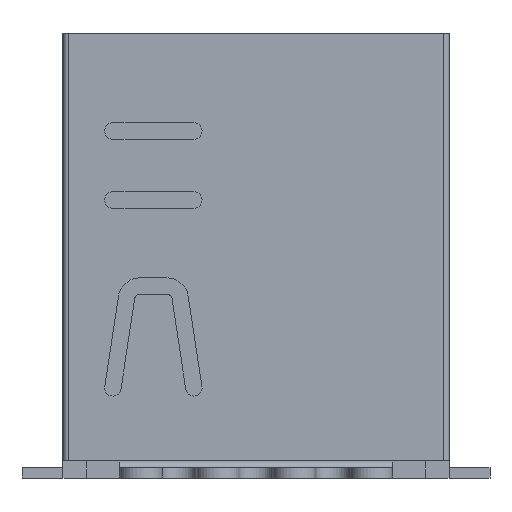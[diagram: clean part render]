
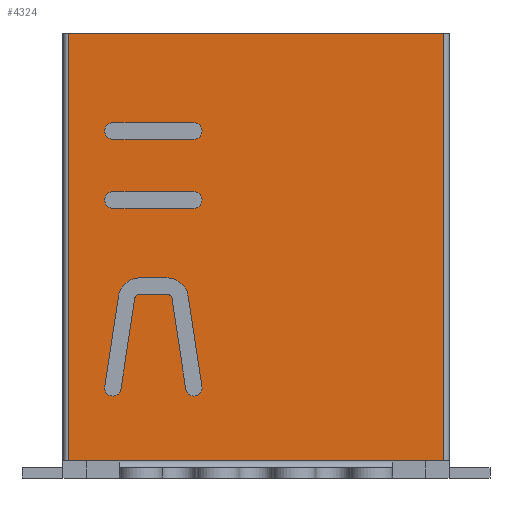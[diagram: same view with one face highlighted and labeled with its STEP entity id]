
A CAD part, left-side view. The second image highlights one B-rep face of the part: STEP entity #4324.
In plain terms, the highlighted planar face has unit normal (-1, 0, 0).
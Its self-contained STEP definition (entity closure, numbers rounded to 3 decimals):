
#104=DIRECTION('',(0.,-1.,0.));
#105=VECTOR('',#104,11.);
#106=CARTESIAN_POINT('',(-6.,5.5,0.));
#107=LINE('',#106,#105);
#148=CARTESIAN_POINT('',(-6.,4.19,-2.84));
#149=DIRECTION('',(-1.,0.,0.));
#150=DIRECTION('',(0.,0.,1.));
#151=AXIS2_PLACEMENT_3D('',#148,#149,#150);
#153=DIRECTION('',(0.,-1.,0.));
#154=VECTOR('',#153,2.37);
#155=CARTESIAN_POINT('',(-6.,4.19,-3.08));
#156=LINE('',#155,#154);
#157=CARTESIAN_POINT('',(-6.,1.82,-2.84));
#158=DIRECTION('',(-1.,0.,0.));
#159=DIRECTION('',(0.,0.,-1.));
#160=AXIS2_PLACEMENT_3D('',#157,#158,#159);
#162=DIRECTION('',(0.,1.,0.));
#163=VECTOR('',#162,2.37);
#164=CARTESIAN_POINT('',(-6.,1.82,-2.6));
#165=LINE('',#164,#163);
#166=CARTESIAN_POINT('',(-6.,4.19,-4.86));
#167=DIRECTION('',(-1.,0.,0.));
#168=DIRECTION('',(0.,0.,1.));
#169=AXIS2_PLACEMENT_3D('',#166,#167,#168);
#171=DIRECTION('',(0.,-1.,0.));
#172=VECTOR('',#171,2.37);
#173=CARTESIAN_POINT('',(-6.,4.19,-5.1));
#174=LINE('',#173,#172);
#175=CARTESIAN_POINT('',(-6.,1.82,-4.86));
#176=DIRECTION('',(-1.,0.,0.));
#177=DIRECTION('',(0.,0.,-1.));
#178=AXIS2_PLACEMENT_3D('',#175,#176,#177);
#180=DIRECTION('',(0.,1.,0.));
#181=VECTOR('',#180,2.37);
#182=CARTESIAN_POINT('',(-6.,1.82,-4.62));
#183=LINE('',#182,#181);
#184=CARTESIAN_POINT('',(-6.,3.403,-7.77));
#185=DIRECTION('',(-1.,0.,0.));
#186=DIRECTION('',(0.,0.,1.));
#187=AXIS2_PLACEMENT_3D('',#184,#185,#186);
#189=DIRECTION('',(0.,0.15,-0.989));
#190=VECTOR('',#189,2.679);
#191=CARTESIAN_POINT('',(-6.,4.026,-7.676));
#192=LINE('',#191,#190);
#193=CARTESIAN_POINT('',(-6.,4.19,-10.36));
#194=DIRECTION('',(-1.,0.,0.));
#195=DIRECTION('',(0.,0.989,0.15));
#196=AXIS2_PLACEMENT_3D('',#193,#194,#195);
#198=DIRECTION('',(0.,-0.15,0.989));
#199=VECTOR('',#198,2.679);
#200=CARTESIAN_POINT('',(-6.,3.953,-10.396));
#201=LINE('',#200,#199);
#202=CARTESIAN_POINT('',(-6.,3.403,-7.77));
#203=DIRECTION('',(-1.,0.,0.));
#204=DIRECTION('',(0.,0.,1.));
#205=AXIS2_PLACEMENT_3D('',#202,#203,#204);
#207=DIRECTION('',(0.,-1.,0.));
#208=VECTOR('',#207,0.796);
#209=CARTESIAN_POINT('',(-6.,3.403,-7.62));
#210=LINE('',#209,#208);
#211=CARTESIAN_POINT('',(-6.,2.607,-7.77));
#212=DIRECTION('',(-1.,0.,0.));
#213=DIRECTION('',(0.,-0.989,0.15));
#214=AXIS2_PLACEMENT_3D('',#211,#212,#213);
#216=DIRECTION('',(0.,-0.15,-0.989));
#217=VECTOR('',#216,2.679);
#218=CARTESIAN_POINT('',(-6.,2.458,-7.748));
#219=LINE('',#218,#217);
#220=CARTESIAN_POINT('',(-6.,1.82,-10.36));
#221=DIRECTION('',(-1.,0.,0.));
#222=DIRECTION('',(0.,0.989,-0.15));
#223=AXIS2_PLACEMENT_3D('',#220,#221,#222);
#225=DIRECTION('',(0.,0.15,0.989));
#226=VECTOR('',#225,2.679);
#227=CARTESIAN_POINT('',(-6.,1.583,-10.324));
#228=LINE('',#227,#226);
#229=CARTESIAN_POINT('',(-6.,2.607,-7.77));
#230=DIRECTION('',(-1.,0.,0.));
#231=DIRECTION('',(0.,-0.989,0.15));
#232=AXIS2_PLACEMENT_3D('',#229,#230,#231);
#234=DIRECTION('',(0.,1.,0.));
#235=VECTOR('',#234,0.796);
#236=CARTESIAN_POINT('',(-6.,2.607,-7.14));
#237=LINE('',#236,#235);
#238=DIRECTION('',(0.,0.,-1.));
#239=VECTOR('',#238,12.5);
#240=CARTESIAN_POINT('',(-6.,5.5,0.));
#241=LINE('',#240,#239);
#242=DIRECTION('',(0.,1.,0.));
#243=VECTOR('',#242,8.);
#244=CARTESIAN_POINT('',(-6.,-4.,-12.5));
#245=LINE('',#244,#243);
#535=DIRECTION('',(0.,-1.,0.));
#536=VECTOR('',#535,1.5);
#537=CARTESIAN_POINT('',(-6.,5.5,-12.5));
#538=LINE('',#537,#536);
#551=DIRECTION('',(0.,-1.,0.));
#552=VECTOR('',#551,1.5);
#553=CARTESIAN_POINT('',(-6.,-4.,-12.5));
#554=LINE('',#553,#552);
#1832=DIRECTION('',(0.,0.,-1.));
#1833=VECTOR('',#1832,12.5);
#1834=CARTESIAN_POINT('',(-6.,-5.5,0.));
#1835=LINE('',#1834,#1833);
#3220=CARTESIAN_POINT('',(-6.,5.5,0.));
#3221=CARTESIAN_POINT('',(-6.,-5.5,0.));
#3222=VERTEX_POINT('',#3220);
#3223=VERTEX_POINT('',#3221);
#3428=CARTESIAN_POINT('',(-6.,4.19,-2.6));
#3429=CARTESIAN_POINT('',(-6.,4.19,-3.08));
#3430=VERTEX_POINT('',#3428);
#3431=VERTEX_POINT('',#3429);
#3432=CARTESIAN_POINT('',(-6.,1.82,-3.08));
#3433=VERTEX_POINT('',#3432);
#3434=CARTESIAN_POINT('',(-6.,1.82,-2.6));
#3435=VERTEX_POINT('',#3434);
#3436=CARTESIAN_POINT('',(-6.,4.19,-4.62));
#3437=CARTESIAN_POINT('',(-6.,4.19,-5.1));
#3438=VERTEX_POINT('',#3436);
#3439=VERTEX_POINT('',#3437);
#3440=CARTESIAN_POINT('',(-6.,1.82,-5.1));
#3441=VERTEX_POINT('',#3440);
#3442=CARTESIAN_POINT('',(-6.,1.82,-4.62));
#3443=VERTEX_POINT('',#3442);
#3444=CARTESIAN_POINT('',(-6.,3.403,-7.14));
#3445=CARTESIAN_POINT('',(-6.,4.026,-7.676));
#3446=VERTEX_POINT('',#3444);
#3447=VERTEX_POINT('',#3445);
#3448=CARTESIAN_POINT('',(-6.,4.427,-10.324));
#3449=VERTEX_POINT('',#3448);
#3450=CARTESIAN_POINT('',(-6.,3.953,-10.396));
#3451=VERTEX_POINT('',#3450);
#3452=CARTESIAN_POINT('',(-6.,3.552,-7.748));
#3453=VERTEX_POINT('',#3452);
#3454=CARTESIAN_POINT('',(-6.,3.403,-7.62));
#3455=VERTEX_POINT('',#3454);
#3456=CARTESIAN_POINT('',(-6.,2.607,-7.62));
#3457=VERTEX_POINT('',#3456);
#3458=CARTESIAN_POINT('',(-6.,2.458,-7.748));
#3459=VERTEX_POINT('',#3458);
#3460=CARTESIAN_POINT('',(-6.,2.057,-10.396));
#3461=VERTEX_POINT('',#3460);
#3462=CARTESIAN_POINT('',(-6.,1.583,-10.324));
#3463=VERTEX_POINT('',#3462);
#3464=CARTESIAN_POINT('',(-6.,1.984,-7.676));
#3465=VERTEX_POINT('',#3464);
#3466=CARTESIAN_POINT('',(-6.,2.607,-7.14));
#3467=VERTEX_POINT('',#3466);
#3472=CARTESIAN_POINT('',(-6.,-4.,-12.5));
#3474=VERTEX_POINT('',#3472);
#3480=CARTESIAN_POINT('',(-6.,4.,-12.5));
#3482=VERTEX_POINT('',#3480);
#3488=CARTESIAN_POINT('',(-6.,5.5,-12.5));
#3489=VERTEX_POINT('',#3488);
#3490=CARTESIAN_POINT('',(-6.,-5.5,-12.5));
#3491=VERTEX_POINT('',#3490);
#4261=CARTESIAN_POINT('',(-6.,5.5,0.));
#4262=DIRECTION('',(-1.,0.,0.));
#4263=DIRECTION('',(0.,-1.,0.));
#4264=AXIS2_PLACEMENT_3D('',#4261,#4262,#4263);
#4265=PLANE('',#4264);
#4267=ORIENTED_EDGE('',*,*,#4266,.F.);
#4268=ORIENTED_EDGE('',*,*,#4252,.F.);
#4269=ORIENTED_EDGE('',*,*,#4211,.T.);
#4271=ORIENTED_EDGE('',*,*,#4270,.T.);
#4273=ORIENTED_EDGE('',*,*,#4272,.F.);
#4275=ORIENTED_EDGE('',*,*,#4274,.T.);
#4276=EDGE_LOOP('',(#4267,#4268,#4269,#4271,#4273,#4275));
#4277=FACE_OUTER_BOUND('',#4276,.F.);
#4279=ORIENTED_EDGE('',*,*,#4278,.T.);
#4281=ORIENTED_EDGE('',*,*,#4280,.T.);
#4283=ORIENTED_EDGE('',*,*,#4282,.T.);
#4285=ORIENTED_EDGE('',*,*,#4284,.T.);
#4286=EDGE_LOOP('',(#4279,#4281,#4283,#4285));
#4287=FACE_BOUND('',#4286,.F.);
#4289=ORIENTED_EDGE('',*,*,#4288,.T.);
#4291=ORIENTED_EDGE('',*,*,#4290,.T.);
#4293=ORIENTED_EDGE('',*,*,#4292,.T.);
#4295=ORIENTED_EDGE('',*,*,#4294,.T.);
#4296=EDGE_LOOP('',(#4289,#4291,#4293,#4295));
#4297=FACE_BOUND('',#4296,.F.);
#4299=ORIENTED_EDGE('',*,*,#4298,.T.);
#4301=ORIENTED_EDGE('',*,*,#4300,.T.);
#4303=ORIENTED_EDGE('',*,*,#4302,.T.);
#4305=ORIENTED_EDGE('',*,*,#4304,.T.);
#4307=ORIENTED_EDGE('',*,*,#4306,.F.);
#4309=ORIENTED_EDGE('',*,*,#4308,.T.);
#4311=ORIENTED_EDGE('',*,*,#4310,.F.);
#4313=ORIENTED_EDGE('',*,*,#4312,.T.);
#4315=ORIENTED_EDGE('',*,*,#4314,.T.);
#4317=ORIENTED_EDGE('',*,*,#4316,.T.);
#4319=ORIENTED_EDGE('',*,*,#4318,.T.);
#4321=ORIENTED_EDGE('',*,*,#4320,.T.);
#4322=EDGE_LOOP('',(#4299,#4301,#4303,#4305,#4307,#4309,#4311,#4313,#4315,#4317,
#4319,#4321));
#4323=FACE_BOUND('',#4322,.F.);
#4324=ADVANCED_FACE('',(#4277,#4287,#4297,#4323),#4265,.T.);
#152=CIRCLE('',#151,0.24);
#161=CIRCLE('',#160,0.24);
#170=CIRCLE('',#169,0.24);
#179=CIRCLE('',#178,0.24);
#188=CIRCLE('',#187,0.63);
#197=CIRCLE('',#196,0.24);
#206=CIRCLE('',#205,0.15);
#215=CIRCLE('',#214,0.15);
#224=CIRCLE('',#223,0.24);
#233=CIRCLE('',#232,0.63);
#4211=EDGE_CURVE('',#3222,#3223,#107,.T.);
#4252=EDGE_CURVE('',#3222,#3489,#241,.T.);
#4266=EDGE_CURVE('',#3489,#3482,#538,.T.);
#4270=EDGE_CURVE('',#3223,#3491,#1835,.T.);
#4272=EDGE_CURVE('',#3474,#3491,#554,.T.);
#4274=EDGE_CURVE('',#3474,#3482,#245,.T.);
#4278=EDGE_CURVE('',#3430,#3431,#152,.T.);
#4280=EDGE_CURVE('',#3431,#3433,#156,.T.);
#4282=EDGE_CURVE('',#3433,#3435,#161,.T.);
#4284=EDGE_CURVE('',#3435,#3430,#165,.T.);
#4288=EDGE_CURVE('',#3438,#3439,#170,.T.);
#4290=EDGE_CURVE('',#3439,#3441,#174,.T.);
#4292=EDGE_CURVE('',#3441,#3443,#179,.T.);
#4294=EDGE_CURVE('',#3443,#3438,#183,.T.);
#4298=EDGE_CURVE('',#3446,#3447,#188,.T.);
#4300=EDGE_CURVE('',#3447,#3449,#192,.T.);
#4302=EDGE_CURVE('',#3449,#3451,#197,.T.);
#4304=EDGE_CURVE('',#3451,#3453,#201,.T.);
#4306=EDGE_CURVE('',#3455,#3453,#206,.T.);
#4308=EDGE_CURVE('',#3455,#3457,#210,.T.);
#4310=EDGE_CURVE('',#3459,#3457,#215,.T.);
#4312=EDGE_CURVE('',#3459,#3461,#219,.T.);
#4314=EDGE_CURVE('',#3461,#3463,#224,.T.);
#4316=EDGE_CURVE('',#3463,#3465,#228,.T.);
#4318=EDGE_CURVE('',#3465,#3467,#233,.T.);
#4320=EDGE_CURVE('',#3467,#3446,#237,.T.);
